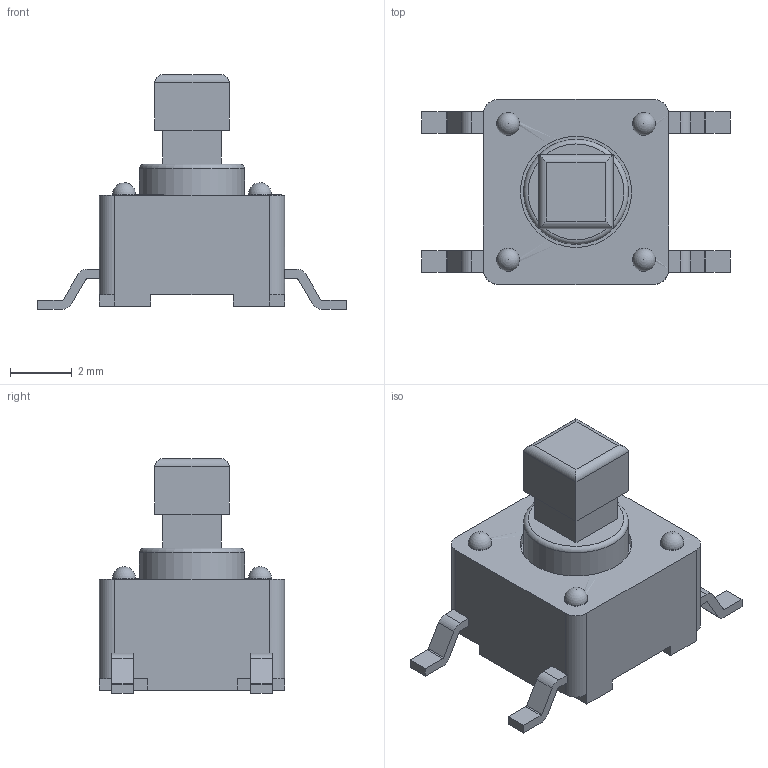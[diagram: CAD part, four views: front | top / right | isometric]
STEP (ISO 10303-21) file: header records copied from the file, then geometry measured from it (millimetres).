
FILE_DESCRIPTION(('FreeCAD Model'),'2;1');
FILE_NAME('Open CASCADE Shape Model','2024-04-20T12:24:58',(''),(''), 'Open CASCADE STEP processor 7.6','FreeCAD','Unknown');
FILE_SCHEMA(('AUTOMOTIVE_DESIGN { 1 0 10303 214 1 1 1 1 }'));
Length unit declared in the file: millimetre
Products named in the file (3): TL3301TFxxxxG.stp; Body1; Body2
Assembly tree (2 placements, depth 2):
  TL3301TFxxxxG.stp
    Body1
    Body2
Bounding box: 10 x 6 x 7.6 mm (x, y, z)
Volume: 118.3 mm3; surface area: 366.5 mm2
Topology: 2 solids, 3 shells, 214 faces, 560 edges, 363 vertices
Faces by surface type: plane 131, cylinder 70, sphere 6, torus 5, bspline 1, cone 1
Full cylindrical faces by diameter (mm): 0.75 x4, 3.4 x1, 3.6 x1, 5 x1
Entity records: 15037 total; most frequent: CARTESIAN_POINT 3170, DIRECTION 2094, LINE 1344, VECTOR 1344, ORIENTED_EDGE 1106, PCURVE 1106, DEFINITIONAL_REPRESENTATION 1106, EDGE_CURVE 553
